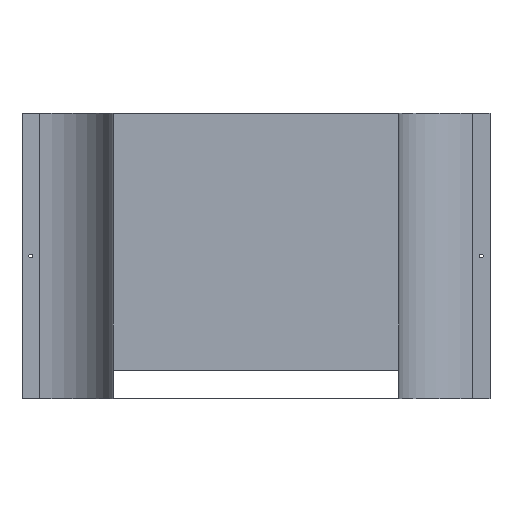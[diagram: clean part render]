
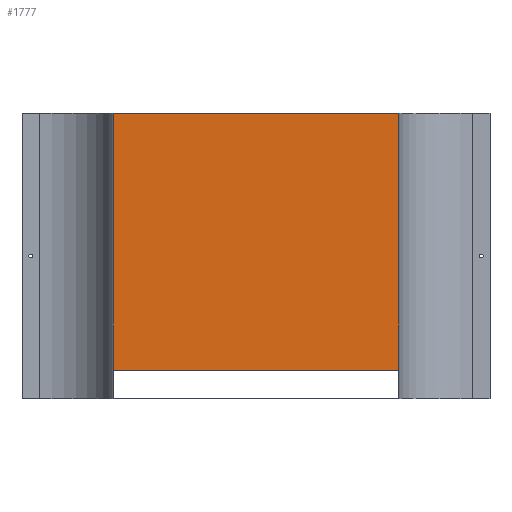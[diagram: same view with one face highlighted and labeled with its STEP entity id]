
A CAD part, front view. The second image highlights one B-rep face of the part: STEP entity #1777.
In plain terms, the highlighted planar face has unit normal (0, -1, 0).
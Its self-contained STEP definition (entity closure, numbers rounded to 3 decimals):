
#15 = DIRECTION ( 'NONE',  ( 0., 0., -1. ) ) ;
#16 = DIRECTION ( 'NONE',  ( 0., -1., 0. ) ) ;
#18 = PLANE ( 'NONE',  #380 ) ;
#21 = CARTESIAN_POINT ( 'NONE',  ( 0., -1., 0. ) ) ;
#164 = EDGE_CURVE ( 'NONE', #541, #550, #960, .T. ) ;
#185 = EDGE_CURVE ( 'NONE', #550, #866, #222, .T. ) ;
#191 = EDGE_CURVE ( 'NONE', #855, #541, #233, .T. ) ;
#222 = LINE ( 'NONE', #1509, #225 ) ;
#225 = VECTOR ( 'NONE', #1508, 1000. ) ;
#233 = LINE ( 'NONE', #1496, #236 ) ;
#236 = VECTOR ( 'NONE', #1495, 1000. ) ;
#380 = AXIS2_PLACEMENT_3D ( 'NONE', #21, #16, #15 ) ;
#460 = ORIENTED_EDGE ( 'NONE', *, *, #164, .T. ) ;
#461 = ORIENTED_EDGE ( 'NONE', *, *, #185, .T. ) ;
#493 = EDGE_LOOP ( 'NONE', ( #1028, #460, #461, #1120 ) ) ;
#541 = VERTEX_POINT ( 'NONE', #1479 ) ;
#550 = VERTEX_POINT ( 'NONE', #1472 ) ;
#642 = CARTESIAN_POINT ( 'NONE',  ( 500., -1., 1. ) ) ;
#655 = CARTESIAN_POINT ( 'NONE',  ( 0., -1., 1. ) ) ;
#733 = EDGE_CURVE ( 'NONE', #866, #855, #1589, .T. ) ;
#855 = VERTEX_POINT ( 'NONE', #655 ) ;
#866 = VERTEX_POINT ( 'NONE', #642 ) ;
#960 = LINE ( 'NONE', #1557, #963 ) ;
#963 = VECTOR ( 'NONE', #1556, 1000. ) ;
#1028 = ORIENTED_EDGE ( 'NONE', *, *, #191, .T. ) ;
#1062 = FACE_OUTER_BOUND ( 'NONE', #493, .T. ) ;
#1120 = ORIENTED_EDGE ( 'NONE', *, *, #733, .T. ) ;
#1213 = DIRECTION ( 'NONE',  ( -1., 0., 0. ) ) ;
#1218 = CARTESIAN_POINT ( 'NONE',  ( 0., -1., 1. ) ) ;
#1472 = CARTESIAN_POINT ( 'NONE',  ( 500., -1., -449. ) ) ;
#1479 = CARTESIAN_POINT ( 'NONE',  ( 0., -1., -449. ) ) ;
#1495 = DIRECTION ( 'NONE',  ( 0., 0., -1. ) ) ;
#1496 = CARTESIAN_POINT ( 'NONE',  ( 0., -1., 1. ) ) ;
#1508 = DIRECTION ( 'NONE',  ( 0., 0., 1. ) ) ;
#1509 = CARTESIAN_POINT ( 'NONE',  ( 500., -1., 1. ) ) ;
#1556 = DIRECTION ( 'NONE',  ( 1., 0., 0. ) ) ;
#1557 = CARTESIAN_POINT ( 'NONE',  ( 0., -1., -449. ) ) ;
#1589 = LINE ( 'NONE', #1218, #1592 ) ;
#1592 = VECTOR ( 'NONE', #1213, 1000. ) ;
#1777 = ADVANCED_FACE ( 'NONE', ( #1062 ), #18, .T. ) ;
